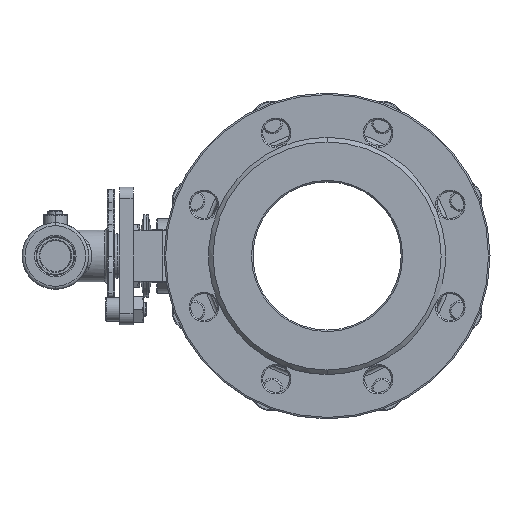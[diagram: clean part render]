
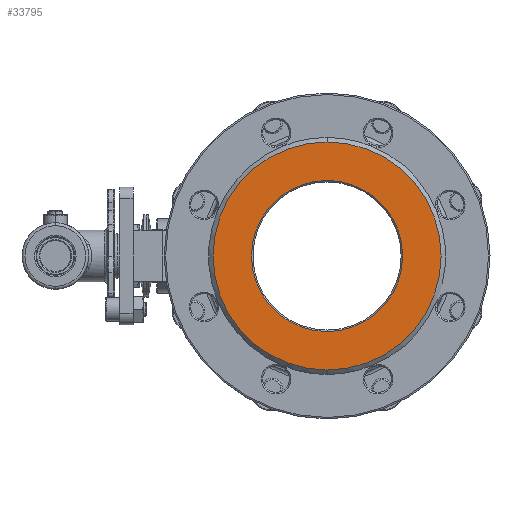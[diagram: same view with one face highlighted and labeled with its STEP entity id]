
A CAD part, left-side view. The second image highlights one B-rep face of the part: STEP entity #33795.
In plain terms, the highlighted planar face has unit normal (-1, 0, 0).
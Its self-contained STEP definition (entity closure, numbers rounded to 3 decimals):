
#43 = CARTESIAN_POINT ( 'NONE',  ( -83., 0., 0. ) ) ;
#1747 = AXIS2_PLACEMENT_3D ( 'NONE', #49336, #58392, #6128 ) ;
#5764 = AXIS2_PLACEMENT_3D ( 'NONE', #15383, #10792, #6176 ) ;
#6128 = DIRECTION ( 'NONE',  ( 0., 0., -1. ) ) ;
#6176 = DIRECTION ( 'NONE',  ( 0., 0., -1. ) ) ;
#8913 = ORIENTED_EDGE ( 'NONE', *, *, #30257, .T. ) ;
#10792 = DIRECTION ( 'NONE',  ( -1., 0., 0. ) ) ;
#13507 = DIRECTION ( 'NONE',  ( 0., 0., -1. ) ) ;
#14436 = VERTEX_POINT ( 'NONE', #45028 ) ;
#15383 = CARTESIAN_POINT ( 'NONE',  ( -83., 0., 0. ) ) ;
#17087 = CARTESIAN_POINT ( 'NONE',  ( -83., 0., 0. ) ) ;
#18901 = PLANE ( 'NONE',  #45170 ) ;
#21209 = EDGE_LOOP ( 'NONE', ( #60998, #8913 ) ) ;
#21512 = VERTEX_POINT ( 'NONE', #61611 ) ;
#21874 = DIRECTION ( 'NONE',  ( -1., 0., 0. ) ) ;
#22246 = AXIS2_PLACEMENT_3D ( 'NONE', #17087, #21874, #50449 ) ;
#23660 = ORIENTED_EDGE ( 'NONE', *, *, #53547, .T. ) ;
#25579 = CIRCLE ( 'NONE', #5764, 77. ) ;
#27893 = DIRECTION ( 'NONE',  ( 1., 0., 0. ) ) ;
#28538 = EDGE_CURVE ( 'NONE', #46777, #44652, #25579, .T. ) ;
#28722 = FACE_BOUND ( 'NONE', #43721, .T. ) ;
#30257 = EDGE_CURVE ( 'NONE', #44652, #46777, #34392, .T. ) ;
#31647 = CIRCLE ( 'NONE', #1747, 51. ) ;
#33201 = FACE_OUTER_BOUND ( 'NONE', #21209, .T. ) ;
#33795 = ADVANCED_FACE ( 'NONE', ( #28722, #33201 ), #18901, .F. ) ;
#34392 = CIRCLE ( 'NONE', #22246, 77. ) ;
#36131 = CIRCLE ( 'NONE', #58301, 51. ) ;
#42005 = EDGE_CURVE ( 'NONE', #21512, #14436, #36131, .T. ) ;
#43721 = EDGE_LOOP ( 'NONE', ( #23660, #44364 ) ) ;
#43942 = CARTESIAN_POINT ( 'NONE',  ( -83., 0., -77. ) ) ;
#44364 = ORIENTED_EDGE ( 'NONE', *, *, #42005, .T. ) ;
#44652 = VERTEX_POINT ( 'NONE', #46578 ) ;
#45028 = CARTESIAN_POINT ( 'NONE',  ( -83., 0., 51. ) ) ;
#45170 = AXIS2_PLACEMENT_3D ( 'NONE', #51448, #27893, #56703 ) ;
#46578 = CARTESIAN_POINT ( 'NONE',  ( -83., 0., 77. ) ) ;
#46777 = VERTEX_POINT ( 'NONE', #43942 ) ;
#49336 = CARTESIAN_POINT ( 'NONE',  ( -83., 0., 0. ) ) ;
#50449 = DIRECTION ( 'NONE',  ( 0., 0., -1. ) ) ;
#51448 = CARTESIAN_POINT ( 'NONE',  ( -83., 80., 0. ) ) ;
#52536 = DIRECTION ( 'NONE',  ( 1., 0., 0. ) ) ;
#53547 = EDGE_CURVE ( 'NONE', #14436, #21512, #31647, .T. ) ;
#56703 = DIRECTION ( 'NONE',  ( 0., 0., -1. ) ) ;
#58301 = AXIS2_PLACEMENT_3D ( 'NONE', #43, #52536, #13507 ) ;
#58392 = DIRECTION ( 'NONE',  ( 1., 0., 0. ) ) ;
#60998 = ORIENTED_EDGE ( 'NONE', *, *, #28538, .T. ) ;
#61611 = CARTESIAN_POINT ( 'NONE',  ( -83., 0., -51. ) ) ;
